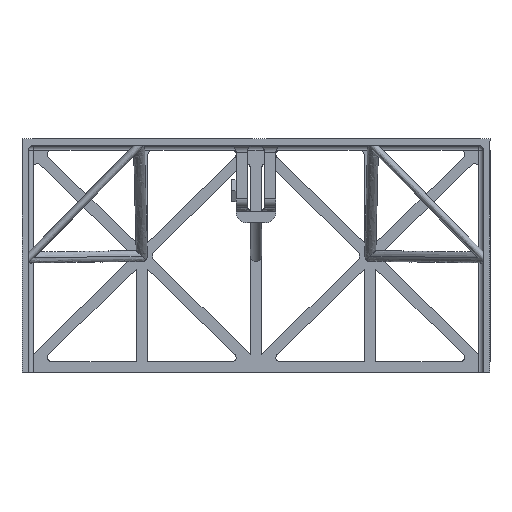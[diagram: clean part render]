
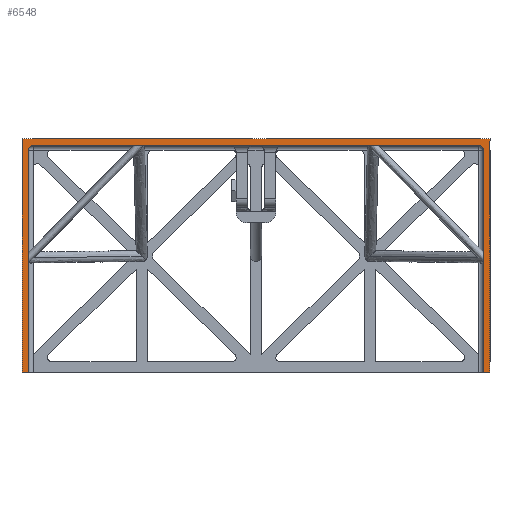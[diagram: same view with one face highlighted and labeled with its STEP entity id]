
A CAD part, front view. The second image highlights one B-rep face of the part: STEP entity #6548.
In plain terms, the highlighted planar face has unit normal (0, -1, 0).
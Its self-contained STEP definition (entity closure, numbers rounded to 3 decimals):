
#367 = ORIENTED_EDGE ( 'NONE', *, *, #2096, .T. ) ;
#521 = EDGE_CURVE ( 'NONE', #11826, #3458, #10948, .T. ) ;
#698 = ORIENTED_EDGE ( 'NONE', *, *, #1098, .F. ) ;
#850 = VERTEX_POINT ( 'NONE', #6766 ) ;
#1098 = EDGE_CURVE ( 'NONE', #850, #1519, #9816, .T. ) ;
#1270 = CARTESIAN_POINT ( 'NONE',  ( -106., -53., 3. ) ) ;
#1518 = LINE ( 'NONE', #3246, #9631 ) ;
#1519 = VERTEX_POINT ( 'NONE', #9143 ) ;
#1559 = VECTOR ( 'NONE', #6793, 1000. ) ;
#1587 = DIRECTION ( 'NONE',  ( 0., 0., 1. ) ) ;
#1692 = DIRECTION ( 'NONE',  ( 1., 0., 0. ) ) ;
#1982 = VERTEX_POINT ( 'NONE', #6738 ) ;
#2096 = EDGE_CURVE ( 'NONE', #850, #3458, #10703, .T. ) ;
#2250 = CARTESIAN_POINT ( 'NONE',  ( 106., -53., 3. ) ) ;
#2278 = DIRECTION ( 'NONE',  ( 0., 0., -1. ) ) ;
#2362 = ORIENTED_EDGE ( 'NONE', *, *, #10441, .F. ) ;
#2437 = VERTEX_POINT ( 'NONE', #10178 ) ;
#2522 = DIRECTION ( 'NONE',  ( -1., 0., 0. ) ) ;
#2571 = CARTESIAN_POINT ( 'NONE',  ( 106., -53., 3. ) ) ;
#2862 = DIRECTION ( 'NONE',  ( -1., 0., 0. ) ) ;
#2869 = EDGE_CURVE ( 'NONE', #9248, #6420, #2979, .T. ) ;
#2905 = VECTOR ( 'NONE', #1587, 1000. ) ;
#2979 = LINE ( 'NONE', #6424, #6223 ) ;
#3246 = CARTESIAN_POINT ( 'NONE',  ( -103., -53., -103. ) ) ;
#3415 = CARTESIAN_POINT ( 'NONE',  ( -101., -53., 0. ) ) ;
#3458 = VERTEX_POINT ( 'NONE', #6308 ) ;
#3616 = VECTOR ( 'NONE', #2278, 1000. ) ;
#3963 = VERTEX_POINT ( 'NONE', #4282 ) ;
#4110 = FACE_OUTER_BOUND ( 'NONE', #4427, .T. ) ;
#4278 = LINE ( 'NONE', #8000, #10663 ) ;
#4282 = CARTESIAN_POINT ( 'NONE',  ( -106., -53., -103. ) ) ;
#4427 = EDGE_LOOP ( 'NONE', ( #7441, #9227, #6020, #4539, #7963, #11549, #698, #367, #9256, #2362 ) ) ;
#4499 = CARTESIAN_POINT ( 'NONE',  ( 106., -53., 3. ) ) ;
#4518 = AXIS2_PLACEMENT_3D ( 'NONE', #6060, #6182, #9737 ) ;
#4539 = ORIENTED_EDGE ( 'NONE', *, *, #9555, .T. ) ;
#4642 = AXIS2_PLACEMENT_3D ( 'NONE', #2250, #4838, #5067 ) ;
#4838 = DIRECTION ( 'NONE',  ( 0., 1., 0. ) ) ;
#5067 = DIRECTION ( 'NONE',  ( -1., 0., 0. ) ) ;
#5312 = AXIS2_PLACEMENT_3D ( 'NONE', #5512, #5574, #2862 ) ;
#5512 = CARTESIAN_POINT ( 'NONE',  ( 101., -53., -2. ) ) ;
#5574 = DIRECTION ( 'NONE',  ( 0., 1., 0. ) ) ;
#6020 = ORIENTED_EDGE ( 'NONE', *, *, #2869, .T. ) ;
#6060 = CARTESIAN_POINT ( 'NONE',  ( -101., -53., -2. ) ) ;
#6065 = EDGE_CURVE ( 'NONE', #2437, #3963, #11426, .T. ) ;
#6182 = DIRECTION ( 'NONE',  ( 0., 1., 0. ) ) ;
#6223 = VECTOR ( 'NONE', #6651, 1000. ) ;
#6308 = CARTESIAN_POINT ( 'NONE',  ( 106., -53., -103. ) ) ;
#6330 = CARTESIAN_POINT ( 'NONE',  ( 106., -53., 3. ) ) ;
#6420 = VERTEX_POINT ( 'NONE', #8463 ) ;
#6424 = CARTESIAN_POINT ( 'NONE',  ( -103., -53., 3. ) ) ;
#6548 = ADVANCED_FACE ( 'NONE', ( #4110 ), #10489, .F. ) ;
#6651 = DIRECTION ( 'NONE',  ( 0., 0., 1. ) ) ;
#6738 = CARTESIAN_POINT ( 'NONE',  ( 101., -53., 0. ) ) ;
#6766 = CARTESIAN_POINT ( 'NONE',  ( 103., -53., -103. ) ) ;
#6793 = DIRECTION ( 'NONE',  ( 1., 0., 0. ) ) ;
#7013 = EDGE_CURVE ( 'NONE', #9248, #3963, #1518, .T. ) ;
#7290 = CARTESIAN_POINT ( 'NONE',  ( 103., -53., 3. ) ) ;
#7353 = CARTESIAN_POINT ( 'NONE',  ( -103., -53., -103. ) ) ;
#7441 = ORIENTED_EDGE ( 'NONE', *, *, #6065, .T. ) ;
#7690 = CARTESIAN_POINT ( 'NONE',  ( 103., -53., -103. ) ) ;
#7963 = ORIENTED_EDGE ( 'NONE', *, *, #9199, .T. ) ;
#8000 = CARTESIAN_POINT ( 'NONE',  ( 106., -53., 0. ) ) ;
#8463 = CARTESIAN_POINT ( 'NONE',  ( -103., -53., -2. ) ) ;
#8509 = VERTEX_POINT ( 'NONE', #3415 ) ;
#9143 = CARTESIAN_POINT ( 'NONE',  ( 103., -53., -2. ) ) ;
#9199 = EDGE_CURVE ( 'NONE', #8509, #1982, #4278, .T. ) ;
#9227 = ORIENTED_EDGE ( 'NONE', *, *, #7013, .F. ) ;
#9248 = VERTEX_POINT ( 'NONE', #7353 ) ;
#9256 = ORIENTED_EDGE ( 'NONE', *, *, #521, .F. ) ;
#9555 = EDGE_CURVE ( 'NONE', #6420, #8509, #9697, .T. ) ;
#9631 = VECTOR ( 'NONE', #2522, 1000. ) ;
#9697 = CIRCLE ( 'NONE', #4518, 2. ) ;
#9737 = DIRECTION ( 'NONE',  ( -1., 0., 0. ) ) ;
#9816 = LINE ( 'NONE', #7290, #2905 ) ;
#10121 = VECTOR ( 'NONE', #1692, 1000. ) ;
#10178 = CARTESIAN_POINT ( 'NONE',  ( -106., -53., 3. ) ) ;
#10192 = VECTOR ( 'NONE', #10885, 1000. ) ;
#10441 = EDGE_CURVE ( 'NONE', #2437, #11826, #11852, .T. ) ;
#10489 = PLANE ( 'NONE',  #4642 ) ;
#10499 = CIRCLE ( 'NONE', #5312, 2. ) ;
#10663 = VECTOR ( 'NONE', #11624, 1000. ) ;
#10703 = LINE ( 'NONE', #7690, #1559 ) ;
#10885 = DIRECTION ( 'NONE',  ( 0., 0., -1. ) ) ;
#10948 = LINE ( 'NONE', #4499, #10192 ) ;
#11370 = EDGE_CURVE ( 'NONE', #1982, #1519, #10499, .T. ) ;
#11426 = LINE ( 'NONE', #1270, #3616 ) ;
#11549 = ORIENTED_EDGE ( 'NONE', *, *, #11370, .T. ) ;
#11624 = DIRECTION ( 'NONE',  ( 1., 0., 0. ) ) ;
#11826 = VERTEX_POINT ( 'NONE', #6330 ) ;
#11852 = LINE ( 'NONE', #2571, #10121 ) ;
